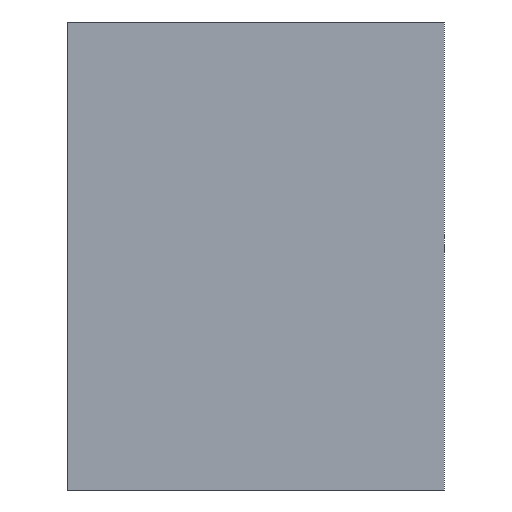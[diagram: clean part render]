
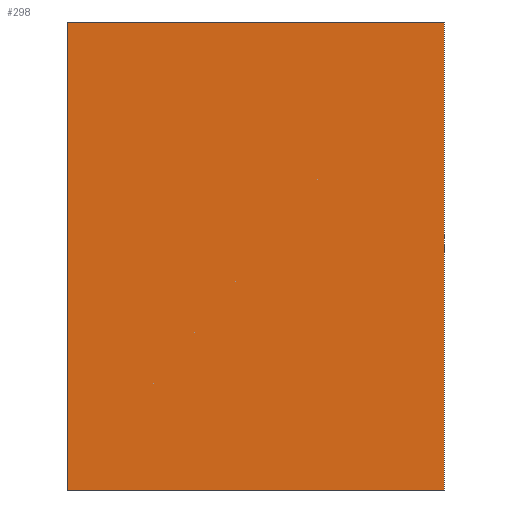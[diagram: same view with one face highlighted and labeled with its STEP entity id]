
A CAD part, left-side view. The second image highlights one B-rep face of the part: STEP entity #298.
In plain terms, the highlighted planar face has unit normal (-1, 0, 0).
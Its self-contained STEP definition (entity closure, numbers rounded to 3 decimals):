
#11 = CARTESIAN_POINT ( 'NONE',  ( -0.495, 0., 0.255 ) ) ;
#68 = ORIENTED_EDGE ( 'NONE', *, *, #679, .T. ) ;
#87 = DIRECTION ( 'NONE',  ( 0., 0., -1. ) ) ;
#101 = CARTESIAN_POINT ( 'NONE',  ( -0.495, 0., -0.255 ) ) ;
#122 = LINE ( 'NONE', #255, #506 ) ;
#132 = VECTOR ( 'NONE', #609, 1000. ) ;
#145 = EDGE_LOOP ( 'NONE', ( #68, #874, #861, #603 ) ) ;
#168 = VERTEX_POINT ( 'NONE', #235 ) ;
#176 = EDGE_CURVE ( 'NONE', #168, #418, #788, .T. ) ;
#185 = VECTOR ( 'NONE', #530, 1000. ) ;
#201 = FACE_OUTER_BOUND ( 'NONE', #145, .T. ) ;
#235 = CARTESIAN_POINT ( 'NONE',  ( -0.495, 0.41, 0.255 ) ) ;
#255 = CARTESIAN_POINT ( 'NONE',  ( -0.495, 0., 0.255 ) ) ;
#259 = AXIS2_PLACEMENT_3D ( 'NONE', #687, #263, #336 ) ;
#260 = DIRECTION ( 'NONE',  ( 0., -1., 0. ) ) ;
#263 = DIRECTION ( 'NONE',  ( 1., 0., 0. ) ) ;
#279 = EDGE_CURVE ( 'NONE', #856, #632, #381, .T. ) ;
#298 = ADVANCED_FACE ( 'NONE', ( #201 ), #690, .F. ) ;
#336 = DIRECTION ( 'NONE',  ( 0., 0., -1. ) ) ;
#381 = LINE ( 'NONE', #11, #925 ) ;
#418 = VERTEX_POINT ( 'NONE', #889 ) ;
#433 = EDGE_CURVE ( 'NONE', #168, #856, #122, .T. ) ;
#506 = VECTOR ( 'NONE', #260, 1000. ) ;
#518 = CARTESIAN_POINT ( 'NONE',  ( -0.495, 0., 0.255 ) ) ;
#530 = DIRECTION ( 'NONE',  ( 0., 0., -1. ) ) ;
#603 = ORIENTED_EDGE ( 'NONE', *, *, #176, .T. ) ;
#609 = DIRECTION ( 'NONE',  ( 0., -1., 0. ) ) ;
#632 = VERTEX_POINT ( 'NONE', #875 ) ;
#679 = EDGE_CURVE ( 'NONE', #418, #632, #737, .T. ) ;
#687 = CARTESIAN_POINT ( 'NONE',  ( -0.495, 0., 0.255 ) ) ;
#690 = PLANE ( 'NONE',  #259 ) ;
#737 = LINE ( 'NONE', #101, #132 ) ;
#746 = CARTESIAN_POINT ( 'NONE',  ( -0.495, 0.41, 0.255 ) ) ;
#788 = LINE ( 'NONE', #746, #185 ) ;
#856 = VERTEX_POINT ( 'NONE', #518 ) ;
#861 = ORIENTED_EDGE ( 'NONE', *, *, #433, .F. ) ;
#874 = ORIENTED_EDGE ( 'NONE', *, *, #279, .F. ) ;
#875 = CARTESIAN_POINT ( 'NONE',  ( -0.495, 0., -0.255 ) ) ;
#889 = CARTESIAN_POINT ( 'NONE',  ( -0.495, 0.41, -0.255 ) ) ;
#925 = VECTOR ( 'NONE', #87, 1000. ) ;
